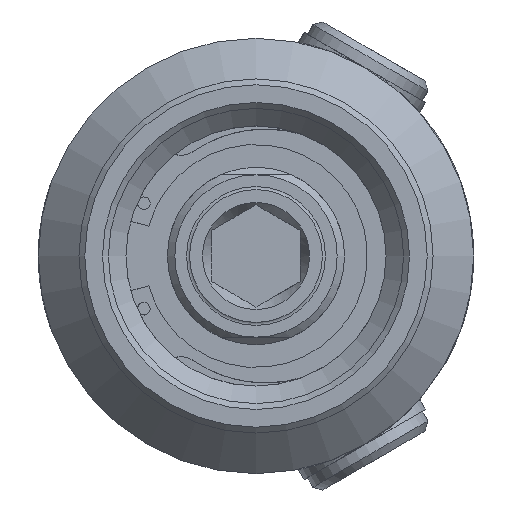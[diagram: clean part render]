
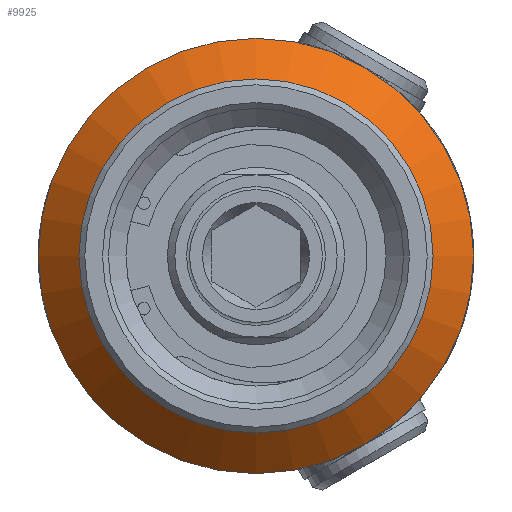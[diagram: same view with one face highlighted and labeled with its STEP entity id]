
A CAD part, left-side view. The second image highlights one B-rep face of the part: STEP entity #9925.
In plain terms, the highlighted conical face has half-angle 45 degrees and reference radius 26.75 mm.
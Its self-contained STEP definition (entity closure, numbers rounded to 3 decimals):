
#430=CONICAL_SURFACE('',#10876,26.75,0.785);
#1482=LINE('',#19847,#2057);
#2057=VECTOR('',#13197,26.75);
#2590=FACE_OUTER_BOUND('',#3196,.T.);
#3196=EDGE_LOOP('',(#8521,#8522,#8523,#8524,#8525,#8526));
#3530=CIRCLE('',#10705,29.5);
#3531=CIRCLE('',#10706,29.5);
#3624=CIRCLE('',#10874,24.);
#3625=CIRCLE('',#10875,24.);
#4432=VERTEX_POINT('',#19271);
#4433=VERTEX_POINT('',#19272);
#4575=VERTEX_POINT('',#19841);
#4576=VERTEX_POINT('',#19843);
#5745=EDGE_CURVE('',#4432,#4433,#3530,.T.);
#5746=EDGE_CURVE('',#4433,#4432,#3531,.T.);
#5951=EDGE_CURVE('',#4575,#4576,#3624,.T.);
#5952=EDGE_CURVE('',#4576,#4575,#3625,.T.);
#5953=EDGE_CURVE('',#4433,#4575,#1482,.T.);
#8521=ORIENTED_EDGE('',*,*,#5745,.T.);
#8522=ORIENTED_EDGE('',*,*,#5953,.T.);
#8523=ORIENTED_EDGE('',*,*,#5952,.F.);
#8524=ORIENTED_EDGE('',*,*,#5951,.F.);
#8525=ORIENTED_EDGE('',*,*,#5953,.F.);
#8526=ORIENTED_EDGE('',*,*,#5746,.T.);
#9925=ADVANCED_FACE('',(#2590),#430,.T.);
#10705=AXIS2_PLACEMENT_3D('',#19273,#12768,#12769);
#10706=AXIS2_PLACEMENT_3D('',#19274,#12770,#12771);
#10874=AXIS2_PLACEMENT_3D('',#19844,#13191,#13192);
#10875=AXIS2_PLACEMENT_3D('',#19845,#13193,#13194);
#10876=AXIS2_PLACEMENT_3D('',#19846,#13195,#13196);
#12768=DIRECTION('center_axis',(-1.,0.,0.));
#12769=DIRECTION('ref_axis',(0.,0.,1.));
#12770=DIRECTION('center_axis',(-1.,0.,0.));
#12771=DIRECTION('ref_axis',(0.,0.,1.));
#13191=DIRECTION('center_axis',(-1.,0.,0.));
#13192=DIRECTION('ref_axis',(0.,0.,1.));
#13193=DIRECTION('center_axis',(-1.,0.,0.));
#13194=DIRECTION('ref_axis',(0.,0.,1.));
#13195=DIRECTION('center_axis',(1.,0.,0.));
#13196=DIRECTION('ref_axis',(0.,0.,1.));
#13197=DIRECTION('',(-0.707,0.,0.707));
#19271=CARTESIAN_POINT('',(75.52,-25.548,-14.75));
#19272=CARTESIAN_POINT('',(75.52,0.,-29.5));
#19273=CARTESIAN_POINT('Origin',(75.52,0.,0.));
#19274=CARTESIAN_POINT('Origin',(75.52,0.,0.));
#19841=CARTESIAN_POINT('',(70.02,0.,-24.));
#19843=CARTESIAN_POINT('',(70.02,-20.785,-12.));
#19844=CARTESIAN_POINT('Origin',(70.02,0.,0.));
#19845=CARTESIAN_POINT('Origin',(70.02,0.,0.));
#19846=CARTESIAN_POINT('Origin',(72.77,0.,0.));
#19847=CARTESIAN_POINT('',(72.77,0.,-26.75));
